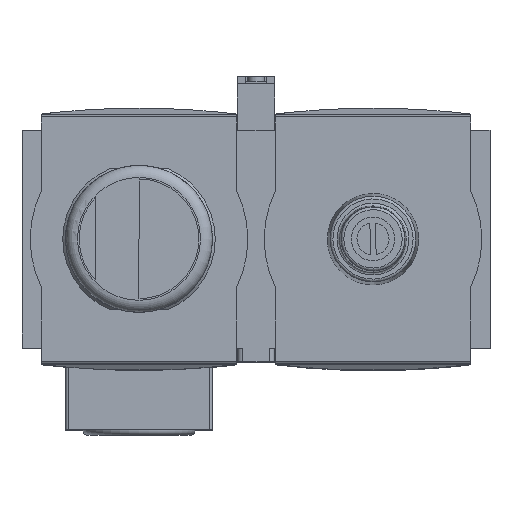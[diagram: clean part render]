
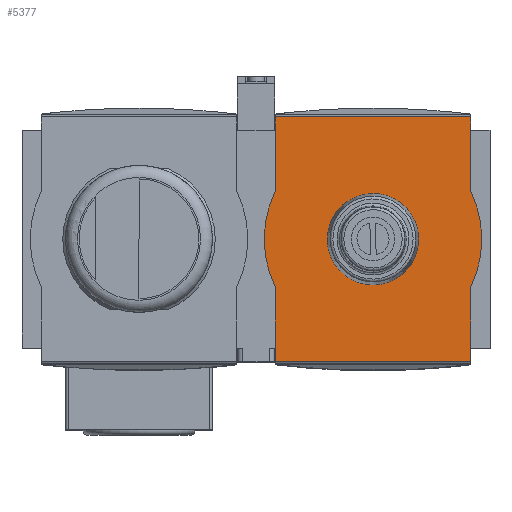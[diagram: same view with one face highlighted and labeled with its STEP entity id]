
A CAD part, top view. The second image highlights one B-rep face of the part: STEP entity #5377.
In plain terms, the highlighted planar face has unit normal (0, 0, 1).
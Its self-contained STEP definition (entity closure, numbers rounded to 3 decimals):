
#3424=CARTESIAN_POINT('',(43.23,-8.397,27.));
#3425=VERTEX_POINT('',#3424);
#3426=CARTESIAN_POINT('',(43.,0.,27.));
#3427=DIRECTION('',(0.,0.,-1.));
#3428=DIRECTION('',(0.027,-1.,0.));
#3429=AXIS2_PLACEMENT_3D('',#3426,#3427,#3428);
#3430=CIRCLE('',#3429,8.4);
#3431=EDGE_CURVE('',#3425,#3425,#3430,.T.);
#4164=CARTESIAN_POINT('',(61.0,-8.718,27.));
#4165=VERTEX_POINT('',#4164);
#4172=CARTESIAN_POINT('',(61.,-22.464,27.));
#4173=VERTEX_POINT('',#4172);
#4174=CARTESIAN_POINT('',(61.,-22.464,27.));
#4175=DIRECTION('',(0.0,1.0,0.0));
#4176=VECTOR('',#4175,13.746);
#4177=LINE('',#4174,#4176);
#4178=EDGE_CURVE('',#4173,#4165,#4177,.T.);
#4379=CARTESIAN_POINT('',(61.,22.464,27.));
#4380=VERTEX_POINT('',#4379);
#4387=CARTESIAN_POINT('',(61.,8.718,27.));
#4388=VERTEX_POINT('',#4387);
#4389=CARTESIAN_POINT('',(61.,8.718,27.));
#4390=DIRECTION('',(0.0,1.0,0.0));
#4391=VECTOR('',#4390,13.746);
#4392=LINE('',#4389,#4391);
#4393=EDGE_CURVE('',#4388,#4380,#4392,.T.);
#4559=CARTESIAN_POINT('',(25.,-22.464,27.));
#4560=VERTEX_POINT('',#4559);
#4567=CARTESIAN_POINT('',(25.0,-8.718,27.));
#4568=VERTEX_POINT('',#4567);
#4569=CARTESIAN_POINT('',(25.0,-8.718,27.));
#4570=DIRECTION('',(0.0,-1.0,0.0));
#4571=VECTOR('',#4570,13.746);
#4572=LINE('',#4569,#4571);
#4573=EDGE_CURVE('',#4568,#4560,#4572,.T.);
#4615=CARTESIAN_POINT('',(25.,8.718,27.));
#4616=VERTEX_POINT('',#4615);
#4623=CARTESIAN_POINT('',(25.,22.464,27.));
#4624=VERTEX_POINT('',#4623);
#4625=CARTESIAN_POINT('',(25.,22.464,27.));
#4626=DIRECTION('',(0.0,-1.0,0.0));
#4627=VECTOR('',#4626,13.746);
#4628=LINE('',#4625,#4627);
#4629=EDGE_CURVE('',#4624,#4616,#4628,.T.);
#5337=CARTESIAN_POINT('',(43.,0.,27.0));
#5338=DIRECTION('',(0.0,0.0,-1.0));
#5339=DIRECTION('',(-1.0,0.0,0.0));
#5340=AXIS2_PLACEMENT_3D('',#5337,#5338,#5339);
#5341=PLANE('',#5340);
#5342=CARTESIAN_POINT('',(43.,0.,27.0));
#5343=DIRECTION('',(0.0,0.0,-1.0));
#5344=DIRECTION('',(-1.0,0.0,0.0));
#5345=AXIS2_PLACEMENT_3D('',#5342,#5343,#5344);
#5346=CIRCLE('',#5345,20.0);
#5347=EDGE_CURVE('',#4388,#4165,#5346,.T.);
#5348=ORIENTED_EDGE('',*,*,#5347,.F.);
#5349=ORIENTED_EDGE('',*,*,#4393,.T.);
#5350=CARTESIAN_POINT('',(25.,22.464,27.));
#5351=DIRECTION('',(1.0,0.0,0.0));
#5352=VECTOR('',#5351,36.0);
#5353=LINE('',#5350,#5352);
#5354=EDGE_CURVE('',#4624,#4380,#5353,.T.);
#5355=ORIENTED_EDGE('',*,*,#5354,.F.);
#5356=ORIENTED_EDGE('',*,*,#4629,.T.);
#5357=CARTESIAN_POINT('',(43.,0.,27.0));
#5358=DIRECTION('',(0.0,0.0,-1.0));
#5359=DIRECTION('',(-1.0,0.0,0.0));
#5360=AXIS2_PLACEMENT_3D('',#5357,#5358,#5359);
#5361=CIRCLE('',#5360,20.0);
#5362=EDGE_CURVE('',#4568,#4616,#5361,.T.);
#5363=ORIENTED_EDGE('',*,*,#5362,.F.);
#5364=ORIENTED_EDGE('',*,*,#4573,.T.);
#5365=CARTESIAN_POINT('',(61.,-22.464,27.));
#5366=DIRECTION('',(-1.0,0.0,0.0));
#5367=VECTOR('',#5366,36.0);
#5368=LINE('',#5365,#5367);
#5369=EDGE_CURVE('',#4173,#4560,#5368,.T.);
#5370=ORIENTED_EDGE('',*,*,#5369,.F.);
#5371=ORIENTED_EDGE('',*,*,#4178,.T.);
#5372=EDGE_LOOP('',(#5348,#5349,#5355,#5356,#5363,#5364,#5370,#5371));
#5373=FACE_OUTER_BOUND('',#5372,.T.);
#5374=ORIENTED_EDGE('',*,*,#3431,.T.);
#5375=EDGE_LOOP('',(#5374));
#5376=FACE_BOUND('',#5375,.T.);
#5377=ADVANCED_FACE('',(#5373,#5376),#5341,.F.);
